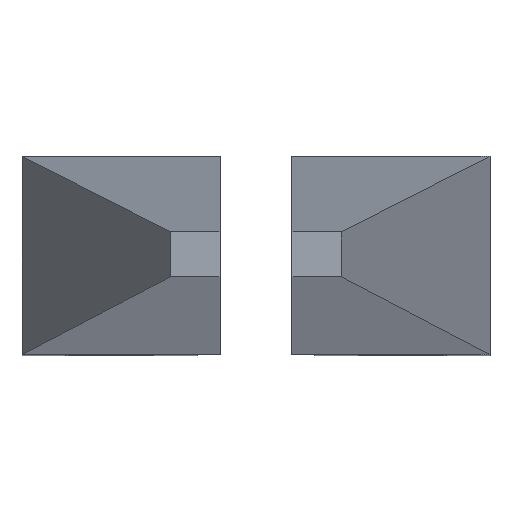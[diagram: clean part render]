
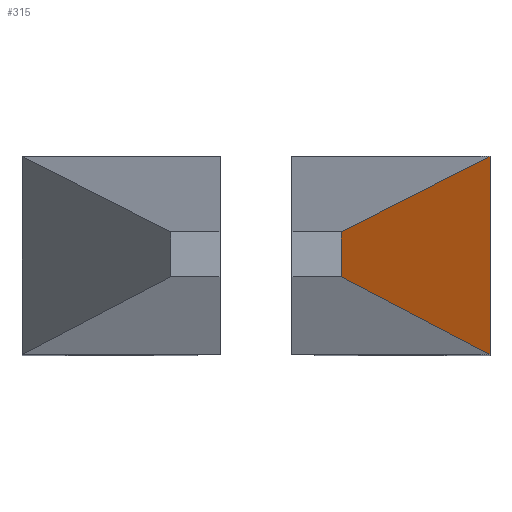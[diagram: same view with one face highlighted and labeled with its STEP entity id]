
A CAD part, top view. The second image highlights one B-rep face of the part: STEP entity #315.
In plain terms, the highlighted free-form (B-spline) face has degree [1, 1] with [2, 2] control points.
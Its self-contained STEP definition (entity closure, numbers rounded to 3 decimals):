
#22 = VERTEX_POINT('',#23);
#23 = CARTESIAN_POINT('',(29.646,13.266,
    35.737));
#30 = EDGE_CURVE('',#22,#31,#33,.T.);
#31 = VERTEX_POINT('',#32);
#32 = CARTESIAN_POINT('',(29.646,1.354,35.737
    ));
#33 = B_SPLINE_CURVE_WITH_KNOTS('',1,(#34,#35),.UNSPECIFIED.,.F.,.F.,(2,
    2),(0.,8.8),.PIECEWISE_BEZIER_KNOTS.);
#34 = CARTESIAN_POINT('',(29.646,13.266,
    35.737));
#35 = CARTESIAN_POINT('',(29.646,1.354,35.737
    ));
#249 = VERTEX_POINT('',#250);
#250 = CARTESIAN_POINT('',(20.711,5.956,
    74.317));
#255 = EDGE_CURVE('',#249,#256,#258,.T.);
#256 = VERTEX_POINT('',#257);
#257 = CARTESIAN_POINT('',(20.711,8.664,
    74.317));
#258 = B_SPLINE_CURVE_WITH_KNOTS('',1,(#259,#260),.UNSPECIFIED.,.F.,.F.,
  (2,2),(0.,2.),.PIECEWISE_BEZIER_KNOTS.);
#259 = CARTESIAN_POINT('',(20.711,5.956,
    74.317));
#260 = CARTESIAN_POINT('',(20.711,8.664,
    74.317));
#315 = ADVANCED_FACE('',(#316),#330,.F.);
#316 = FACE_BOUND('',#317,.T.);
#317 = EDGE_LOOP('',(#318,#319,#324,#325));
#318 = ORIENTED_EDGE('',*,*,#255,.F.);
#319 = ORIENTED_EDGE('',*,*,#320,.T.);
#320 = EDGE_CURVE('',#249,#31,#321,.T.);
#321 = B_SPLINE_CURVE_WITH_KNOTS('',1,(#322,#323),.UNSPECIFIED.,.F.,.F.,
  (2,2),(0.,29.451),.PIECEWISE_BEZIER_KNOTS.);
#322 = CARTESIAN_POINT('',(20.711,5.956,
    74.317));
#323 = CARTESIAN_POINT('',(29.646,1.354,
    35.737));
#324 = ORIENTED_EDGE('',*,*,#30,.F.);
#325 = ORIENTED_EDGE('',*,*,#326,.T.);
#326 = EDGE_CURVE('',#22,#256,#327,.T.);
#327 = B_SPLINE_CURVE_WITH_KNOTS('',1,(#328,#329),.UNSPECIFIED.,.F.,.F.,
  (2,2),(0.,29.451),.PIECEWISE_BEZIER_KNOTS.);
#328 = CARTESIAN_POINT('',(29.646,13.266,
    35.737));
#329 = CARTESIAN_POINT('',(20.711,8.664,
    74.317));
#330 = B_SPLINE_SURFACE_WITH_KNOTS('',1,1,(
    (#331,#332)
    ,(#333,#334
    )),.UNSPECIFIED.,.F.,.F.,.F.,(2,2),(2,2),(0.,8.8),(0.,
    29.254),.PIECEWISE_BEZIER_KNOTS.);
#331 = CARTESIAN_POINT('',(29.646,13.266,
    35.737));
#332 = CARTESIAN_POINT('',(20.711,13.266,
    74.317));
#333 = CARTESIAN_POINT('',(29.646,1.354,
    35.737));
#334 = CARTESIAN_POINT('',(20.711,1.354,
    74.317));
